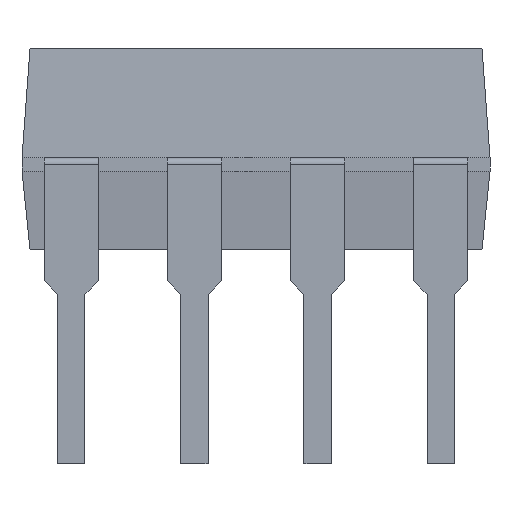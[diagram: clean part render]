
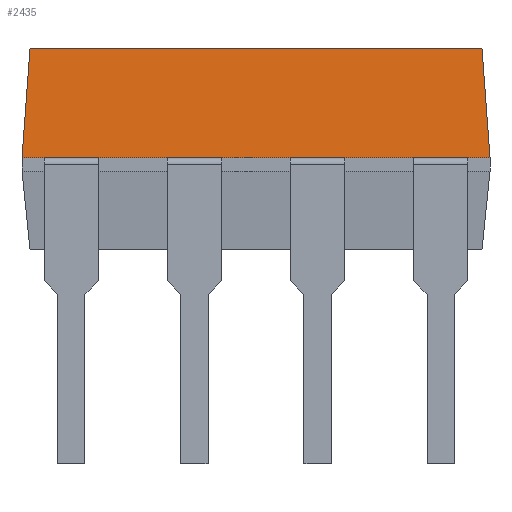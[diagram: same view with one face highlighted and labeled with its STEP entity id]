
A CAD part, left-side view. The second image highlights one B-rep face of the part: STEP entity #2435.
In plain terms, the highlighted planar face has unit normal (-0.997, 0, 0.073).
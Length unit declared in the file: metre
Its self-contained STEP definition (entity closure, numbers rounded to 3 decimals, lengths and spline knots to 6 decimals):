
#1949 = EDGE_CURVE( '', #4823, #3978, #4824, .T. );
#1973 = EDGE_CURVE( '', #3978, #3814, #4857, .T. );
#2435 = ADVANCED_FACE( '', ( #5501 ), #5502, .F. );
#2867 = EDGE_CURVE( '', #4823, #3803, #6038, .T. );
#3097 = EDGE_CURVE( '', #3803, #3814, #6311, .T. );
#3803 = VERTEX_POINT( '', #7175 );
#3814 = VERTEX_POINT( '', #7189 );
#3978 = VERTEX_POINT( '', #7454 );
#4823 = VERTEX_POINT( '', #8830 );
#4824 = LINE( '', #8831, #8832 );
#4857 = LINE( '', #8886, #8887 );
#5501 = FACE_OUTER_BOUND( '', #10012, .T. );
#5502 = PLANE( '', #10013 );
#6038 = LINE( '', #10999, #11000 );
#6311 = LINE( '', #11462, #11463 );
#7175 = CARTESIAN_POINT( '', ( -0.003303, -0.004828, 0.005716 ) );
#7189 = CARTESIAN_POINT( '', ( -0.003137, -0.004662, 0.007976 ) );
#7454 = CARTESIAN_POINT( '', ( -0.003137, 0.004662, 0.007976 ) );
#8830 = CARTESIAN_POINT( '', ( -0.003303, 0.004828, 0.005716 ) );
#8831 = CARTESIAN_POINT( '', ( -0.003303, 0.004828, 0.005716 ) );
#8832 = VECTOR( '', #13813, 1. );
#8886 = CARTESIAN_POINT( '', ( -0.003137, -0.004828, 0.007976 ) );
#8887 = VECTOR( '', #13860, 1. );
#10012 = EDGE_LOOP( '', ( #14671, #14672, #14673, #14674 ) );
#10013 = AXIS2_PLACEMENT_3D( '', #14675, #14676, #14677 );
#10999 = CARTESIAN_POINT( '', ( -0.003303, -0.004828, 0.005716 ) );
#11000 = VECTOR( '', #15422, 1. );
#11462 = CARTESIAN_POINT( '', ( -0.003303, -0.004828, 0.005716 ) );
#11463 = VECTOR( '', #15854, 1. );
#13813 = DIRECTION( '', ( 0.073, -0.073, 0.995 ) );
#13860 = DIRECTION( '', ( 0., -1., 0. ) );
#14671 = ORIENTED_EDGE( '', *, *, #1949, .F. );
#14672 = ORIENTED_EDGE( '', *, *, #2867, .T. );
#14673 = ORIENTED_EDGE( '', *, *, #3097, .T. );
#14674 = ORIENTED_EDGE( '', *, *, #1973, .F. );
#14675 = CARTESIAN_POINT( '', ( -0.00322, -0.004828, 0.006846 ) );
#14676 = DIRECTION( '', ( 0.997, 0., -0.073 ) );
#14677 = DIRECTION( '', ( 0., -1., 0. ) );
#15422 = DIRECTION( '', ( 0., -1., 0. ) );
#15854 = DIRECTION( '', ( 0.073, 0.073, 0.995 ) );
